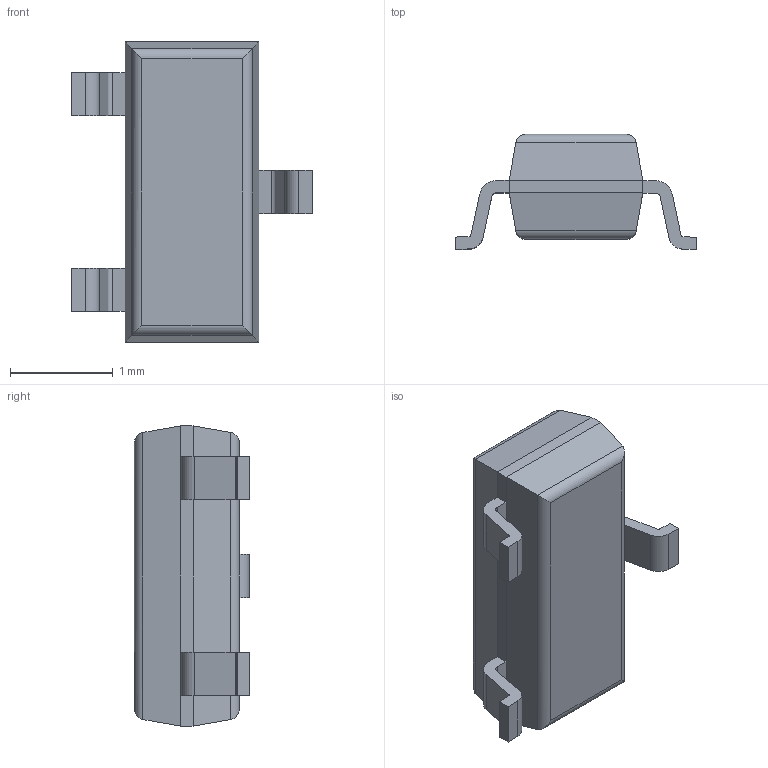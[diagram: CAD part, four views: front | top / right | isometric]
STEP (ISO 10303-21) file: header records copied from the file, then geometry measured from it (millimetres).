
FILE_DESCRIPTION (( 'STEP AP214' ), '1' );
FILE_NAME ('DS1813R-10+.STEP', '2021-12-30T13:59:11', ( '' ), ( '' ), 'SwSTEP 2.0', 'SolidWorks 2017', '' );
FILE_SCHEMA (( 'AUTOMOTIVE_DESIGN' ));
Length unit declared in the file: millimetre
Products named in the file (1): DS1813R-10+
Bounding box: 2.35 x 1.12 x 2.92 mm (x, y, z)
Volume: 3.7 mm3; surface area: 17.7 mm2
Topology: 5 solids, 5 shells, 71 faces, 164 edges, 104 vertices
Faces by surface type: plane 47, cylinder 24
Entity records: 2052 total; most frequent: CARTESIAN_POINT 364, DIRECTION 332, ORIENTED_EDGE 328, EDGE_CURVE 164, VECTOR 124, LINE 124, VERTEX_POINT 104, AXIS2_PLACEMENT_3D 104
